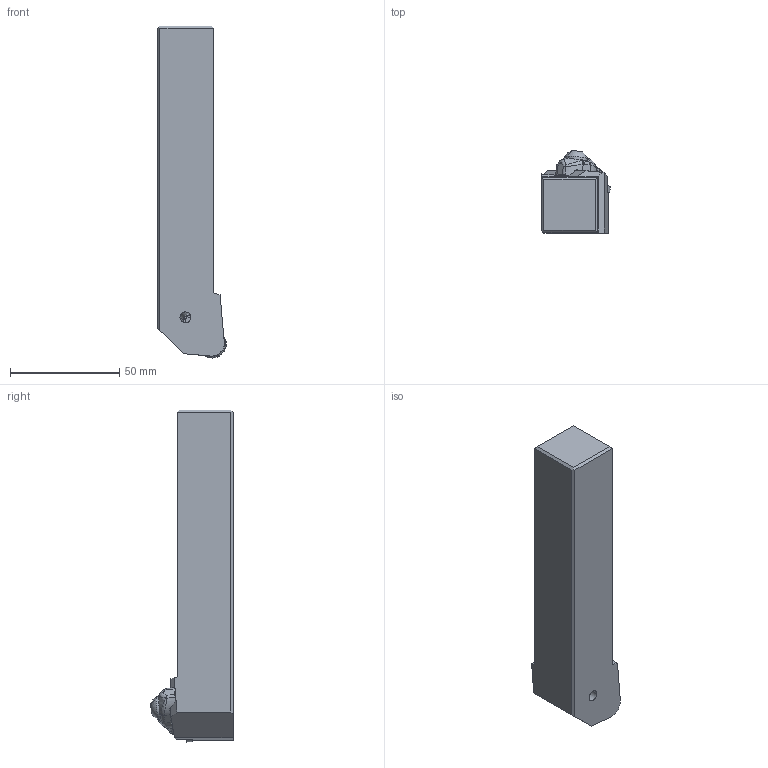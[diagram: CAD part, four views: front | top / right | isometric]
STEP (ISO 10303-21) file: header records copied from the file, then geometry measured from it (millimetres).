
FILE_DESCRIPTION(/* description */ (''),/* implementation_level */ '2;1');
FILE_NAME(/* name */ 'DRGNL-164.stp',/* time_stamp */ '2021-12-22T09:39:25+09:00',/* author */ (''),/* organization */ (''),/* preprocessor_version */ 'ST-DEVELOPER v16',/* originating_system */ 'SIEMENS PLM Software NX 10.0',/* authorisation */ '');
FILE_SCHEMA (('AUTOMOTIVE_DESIGN { 1 0 10303 214 3 1 1 1 }'));
Length unit declared in the file: millimetre
Products named in the file (1): DRGNL-164_ASM
Bounding box: 31.34 x 37.65 x 151.99 mm (x, y, z)
Volume: 99526.2 mm3; surface area: 19811.1 mm2
Topology: 6 solids, 6 shells, 242 faces, 664 edges, 436 vertices
Faces by surface type: cylinder 88, bspline 61, plane 59, cone 15, torus 15, sphere 4
Entity records: 11341 total; most frequent: CARTESIAN_POINT 5340, ORIENTED_EDGE 1316, DIRECTION 1137, EDGE_CURVE 658, AXIS2_PLACEMENT_3D 467, VERTEX_POINT 433, EDGE_LOOP 255, CIRCLE 243
